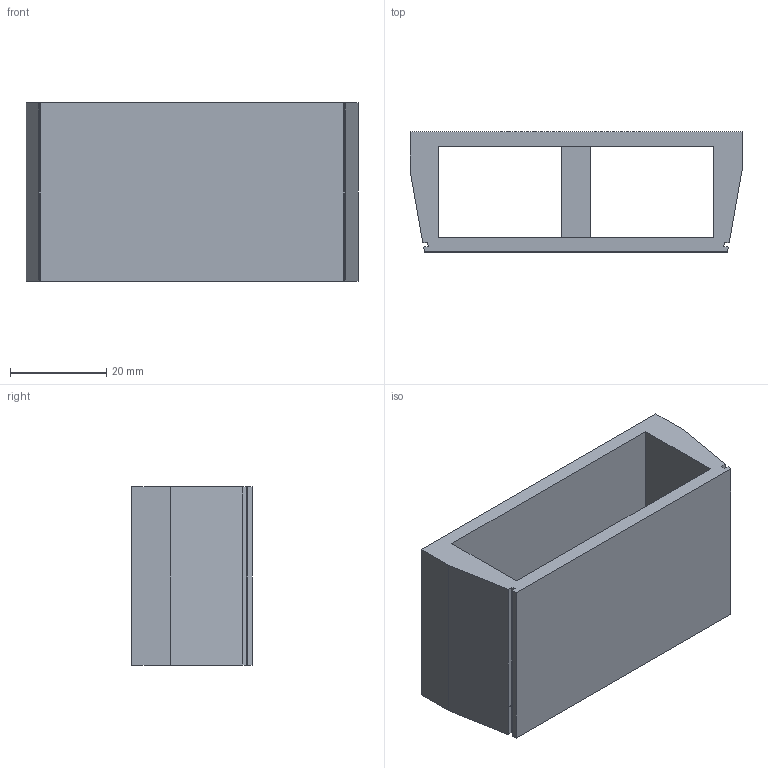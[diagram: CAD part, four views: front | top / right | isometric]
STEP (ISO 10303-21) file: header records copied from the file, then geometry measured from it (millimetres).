
FILE_DESCRIPTION(/* description */ (''),/* implementation_level */ '2;1');
FILE_NAME(/* name */ 'PocketRadar v3.step',/* time_stamp */ '2024-10-07T09:33:59-04:00',/* author */ (''),/* organization */ (''),/* preprocessor_version */ 'ST-DEVELOPER v20',/* originating_system */ 'Autodesk Translation Framework v13.14.0.145',/* authorisation */ '');
FILE_SCHEMA (('AUTOMOTIVE_DESIGN { 1 0 10303 214 3 1 1 }'));
Length unit declared in the file: millimetre
Products named in the file (1): PocketRadar
Bounding box: 69 x 25 x 37 mm (x, y, z)
Volume: 22025.4 mm3; surface area: 13974.1 mm2
Topology: 1 solids, 1 shells, 29 faces, 82 edges, 54 vertices
Faces by surface type: plane 29
Entity records: 961 total; most frequent: CARTESIAN_POINT 166, ORIENTED_EDGE 164, DIRECTION 142, LINE 82, VECTOR 82, EDGE_CURVE 82, VERTEX_POINT 54, EDGE_LOOP 32
